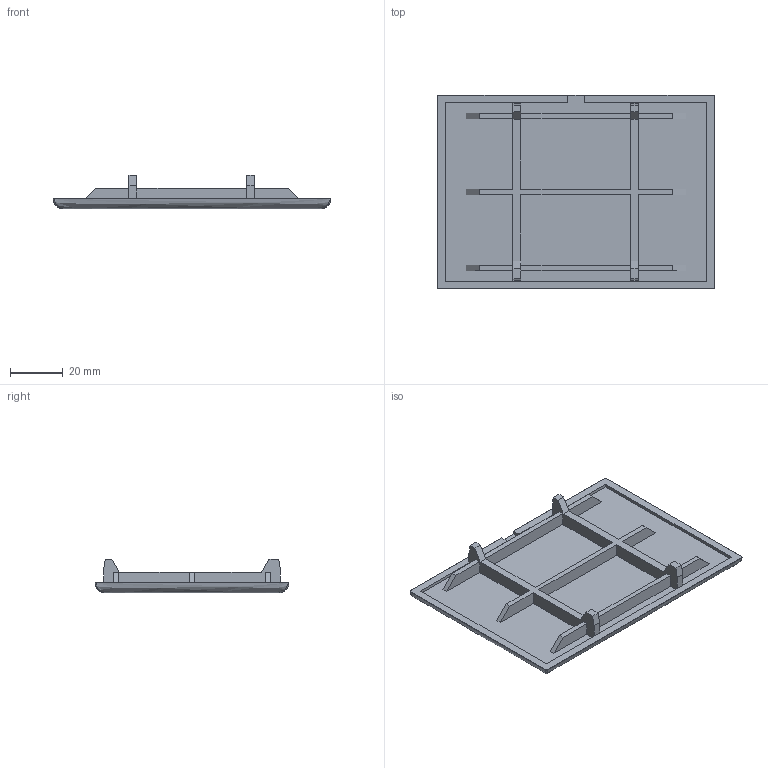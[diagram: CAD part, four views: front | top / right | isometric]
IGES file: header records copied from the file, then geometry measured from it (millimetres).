
Global section: file name: 307476Z; native system: Autodesk Inventor 2021; preprocessor: unknown; author: Mrówczyńska,,; organization: 11; date: 20221007.084031; units: millimetre
Bounding box: 105.6 x 73.8 x 12.8 mm (x, y, z)
Volume: 26453.4 mm3; surface area: 20594.5 mm2
Topology: 1 solids, 1 shells, 86 faces, 241 edges, 154 vertices
Faces by surface type: bspline 86
